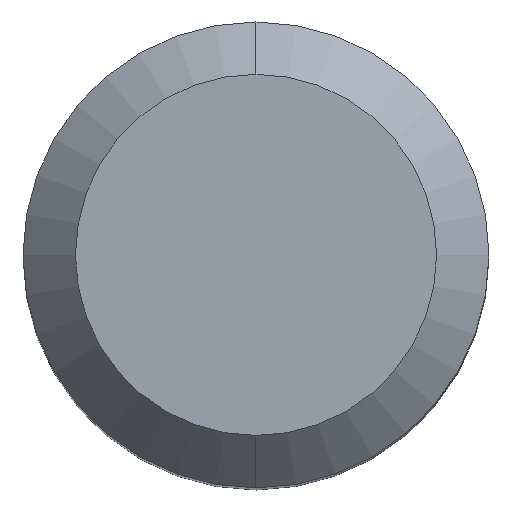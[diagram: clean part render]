
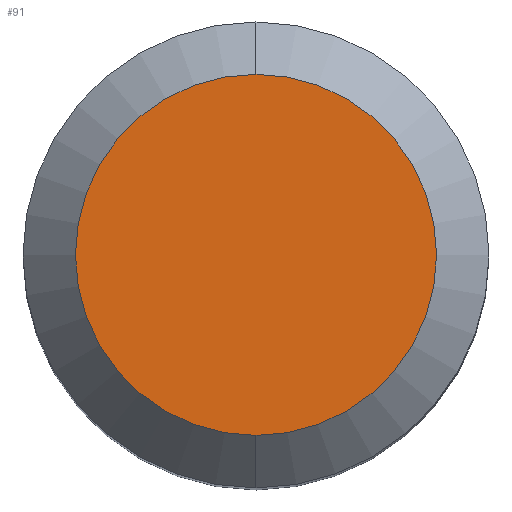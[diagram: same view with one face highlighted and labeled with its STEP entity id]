
A CAD part, top view. The second image highlights one B-rep face of the part: STEP entity #91.
In plain terms, the highlighted planar face has unit normal (0, 0, 1).
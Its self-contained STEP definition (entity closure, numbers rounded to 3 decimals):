
#91=ADVANCED_FACE('',(#223),#224,.T.);
#153=VERTEX_POINT('',#293);
#157=VERTEX_POINT('',#297);
#161=EDGE_CURVE('',#153,#157,#301,.T.);
#163=EDGE_CURVE('',#157,#153,#303,.T.);
#223=FACE_OUTER_BOUND('',#357,.T.);
#224=PLANE('',#358);
#293=CARTESIAN_POINT('',(0.,1.55,11.9));
#297=CARTESIAN_POINT('',(0.,-1.55,11.9));
#301=CIRCLE('',#461,1.55);
#303=CIRCLE('',#464,1.55);
#357=EDGE_LOOP('',(#539,#540));
#358=AXIS2_PLACEMENT_3D('',#541,#542,#543);
#461=AXIS2_PLACEMENT_3D('',#616,#617,#618);
#464=AXIS2_PLACEMENT_3D('',#619,#620,#621);
#539=ORIENTED_EDGE('',*,*,#161,.T.);
#540=ORIENTED_EDGE('',*,*,#163,.T.);
#541=CARTESIAN_POINT('',(0.,0.775,11.9));
#542=DIRECTION('',(0.,0.,1.0));
#543=DIRECTION('',(1.0,0.,0.0));
#616=CARTESIAN_POINT('',(0.,0.,11.9));
#617=DIRECTION('',(0.,0.,1.0));
#618=DIRECTION('',(0.,1.0,0.));
#619=CARTESIAN_POINT('',(0.,0.,11.9));
#620=DIRECTION('',(0.,0.,1.0));
#621=DIRECTION('',(0.,1.0,0.));
